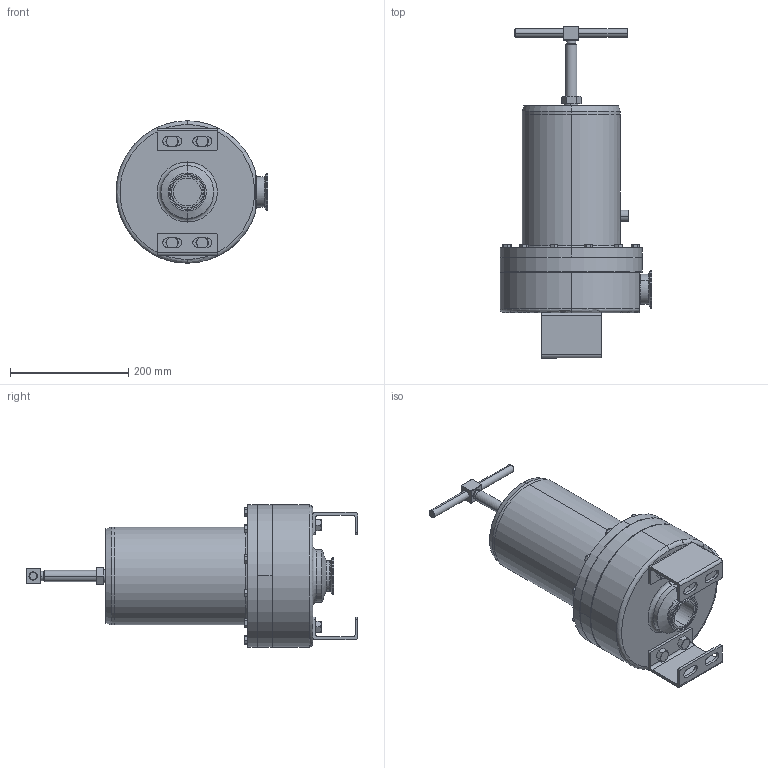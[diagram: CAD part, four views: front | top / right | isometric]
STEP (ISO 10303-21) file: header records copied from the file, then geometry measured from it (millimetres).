
FILE_DESCRIPTION (( 'STEP AP203' ), '1' );
FILE_NAME ('96AA-200.STEP', '2017-06-07T13:29:24', ( '' ), ( '' ), 'SwSTEP 2.0', 'SolidWorks 2014', '' );
FILE_SCHEMA (( 'CONFIG_CONTROL_DESIGN' ));
Length unit declared in the file: inch
Products named in the file (2): 96AA-200
Bounding box: 256.49 x 560.58 x 240.54 mm (x, y, z)
Volume: 10441152.3 mm3; surface area: 423581.7 mm2
Topology: 1 solids, 1 shells, 460 faces, 1097 edges, 678 vertices
Faces by surface type: plane 182, cone 133, cylinder 125, torus 20
Entity records: 14412 total; most frequent: CARTESIAN_POINT 3570, DIRECTION 2239, ORIENTED_EDGE 2194, EDGE_CURVE 1097, AXIS2_PLACEMENT_3D 889, VERTEX_POINT 678, EDGE_LOOP 555, LINE 461
